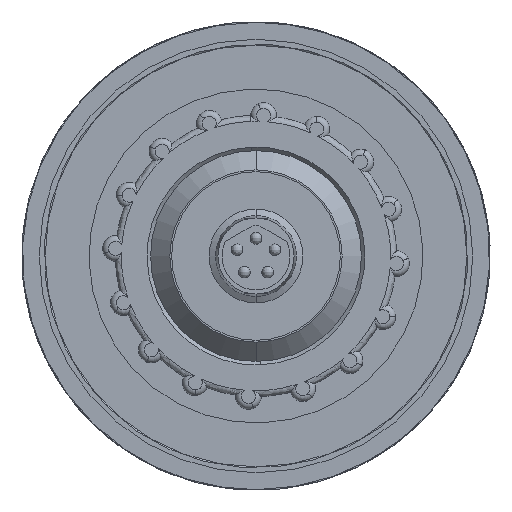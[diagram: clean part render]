
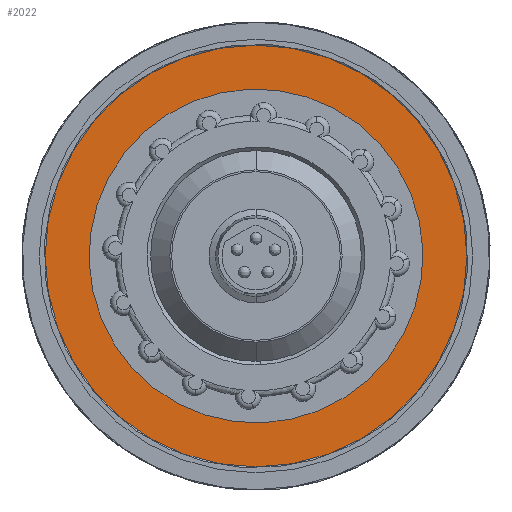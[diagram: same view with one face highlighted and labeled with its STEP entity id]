
A CAD part, front view. The second image highlights one B-rep face of the part: STEP entity #2022.
In plain terms, the highlighted planar face has unit normal (0, -1, 0).
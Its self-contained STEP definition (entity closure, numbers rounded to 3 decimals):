
#72 = DIRECTION ( 'NONE',  ( 0., 1., 0. ) ) ;
#524 = EDGE_LOOP ( 'NONE', ( #3492, #3573 ) ) ;
#579 = ORIENTED_EDGE ( 'NONE', *, *, #5627, .F. ) ;
#700 = CARTESIAN_POINT ( 'NONE',  ( 0., 2.93, 0. ) ) ;
#850 = FACE_BOUND ( 'NONE', #524, .T. ) ;
#1061 = AXIS2_PLACEMENT_3D ( 'NONE', #700, #2574, #2509 ) ;
#1130 = VERTEX_POINT ( 'NONE', #4139 ) ;
#1195 = ORIENTED_EDGE ( 'NONE', *, *, #4286, .F. ) ;
#1255 = VERTEX_POINT ( 'NONE', #5282 ) ;
#1463 = CARTESIAN_POINT ( 'NONE',  ( -18., 2.93, 0. ) ) ;
#1545 = CARTESIAN_POINT ( 'NONE',  ( 0., 2.93, 11.25 ) ) ;
#2022 = ADVANCED_FACE ( 'NONE', ( #4584, #850 ), #2502, .F. ) ;
#2406 = DIRECTION ( 'NONE',  ( 0., 0., -1. ) ) ;
#2502 = PLANE ( 'NONE',  #4046 ) ;
#2509 = DIRECTION ( 'NONE',  ( 0., 0., -1. ) ) ;
#2512 = EDGE_CURVE ( 'NONE', #5137, #1130, #5975, .T. ) ;
#2574 = DIRECTION ( 'NONE',  ( 0., 1., 0. ) ) ;
#2605 = DIRECTION ( 'NONE',  ( 0., 0., -1. ) ) ;
#2856 = CARTESIAN_POINT ( 'NONE',  ( 0., 2.93, 0. ) ) ;
#2869 = EDGE_CURVE ( 'NONE', #1130, #5137, #4521, .T. ) ;
#2896 = DIRECTION ( 'NONE',  ( 0., 0., -1. ) ) ;
#2915 = CIRCLE ( 'NONE', #1061, 18. ) ;
#3364 = VERTEX_POINT ( 'NONE', #4781 ) ;
#3407 = DIRECTION ( 'NONE',  ( 0., -1., 0. ) ) ;
#3492 = ORIENTED_EDGE ( 'NONE', *, *, #2869, .F. ) ;
#3544 = AXIS2_PLACEMENT_3D ( 'NONE', #2856, #4726, #2406 ) ;
#3573 = ORIENTED_EDGE ( 'NONE', *, *, #2512, .F. ) ;
#4046 = AXIS2_PLACEMENT_3D ( 'NONE', #1463, #72, #4732 ) ;
#4125 = AXIS2_PLACEMENT_3D ( 'NONE', #4675, #3407, #2605 ) ;
#4139 = CARTESIAN_POINT ( 'NONE',  ( 0., 2.93, -11.25 ) ) ;
#4286 = EDGE_CURVE ( 'NONE', #1255, #3364, #2915, .T. ) ;
#4305 = DIRECTION ( 'NONE',  ( 0., 1., 0. ) ) ;
#4521 = CIRCLE ( 'NONE', #3544, 11.25 ) ;
#4564 = CARTESIAN_POINT ( 'NONE',  ( 0., 2.93, 0. ) ) ;
#4584 = FACE_OUTER_BOUND ( 'NONE', #5996, .T. ) ;
#4619 = AXIS2_PLACEMENT_3D ( 'NONE', #4564, #4305, #2896 ) ;
#4675 = CARTESIAN_POINT ( 'NONE',  ( 0., 2.93, 0. ) ) ;
#4726 = DIRECTION ( 'NONE',  ( 0., -1., 0. ) ) ;
#4732 = DIRECTION ( 'NONE',  ( 0., 0., 1. ) ) ;
#4781 = CARTESIAN_POINT ( 'NONE',  ( 0., 2.93, 18. ) ) ;
#4905 = CIRCLE ( 'NONE', #4619, 18. ) ;
#5137 = VERTEX_POINT ( 'NONE', #1545 ) ;
#5282 = CARTESIAN_POINT ( 'NONE',  ( 0., 2.93, -18. ) ) ;
#5627 = EDGE_CURVE ( 'NONE', #3364, #1255, #4905, .T. ) ;
#5975 = CIRCLE ( 'NONE', #4125, 11.25 ) ;
#5996 = EDGE_LOOP ( 'NONE', ( #1195, #579 ) ) ;
